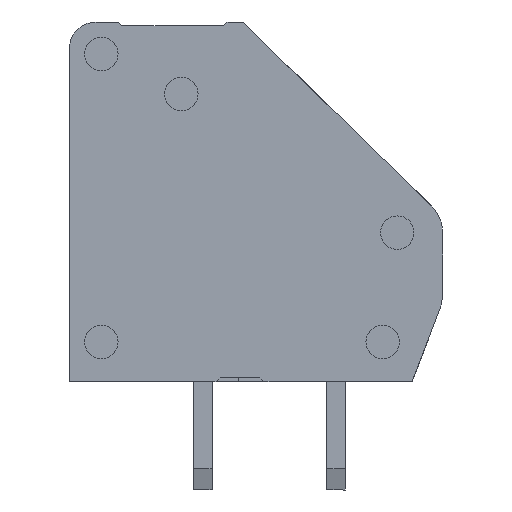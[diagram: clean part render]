
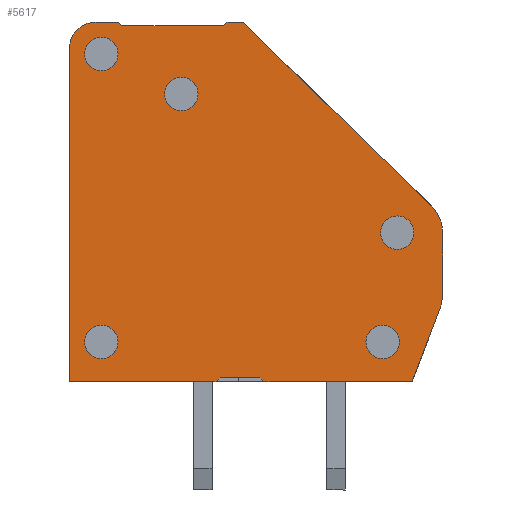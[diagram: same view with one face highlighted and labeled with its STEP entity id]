
A CAD part, front view. The second image highlights one B-rep face of the part: STEP entity #5617.
In plain terms, the highlighted planar face has unit normal (0, -1, 0).
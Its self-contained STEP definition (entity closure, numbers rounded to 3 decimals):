
#258=CIRCLE('',#6099,1.915);
#259=CIRCLE('',#6100,1.397);
#260=CIRCLE('',#6101,1.);
#261=CIRCLE('',#6102,0.625);
#262=CIRCLE('',#6103,0.625);
#263=CIRCLE('',#6104,0.625);
#264=CIRCLE('',#6105,0.625);
#265=CIRCLE('',#6106,0.625);
#1616=ORIENTED_EDGE('',*,*,#2529,.T.);
#1617=ORIENTED_EDGE('',*,*,#2530,.T.);
#1618=ORIENTED_EDGE('',*,*,#2531,.T.);
#1619=ORIENTED_EDGE('',*,*,#2532,.T.);
#1620=ORIENTED_EDGE('',*,*,#2482,.T.);
#1621=ORIENTED_EDGE('',*,*,#2533,.T.);
#1622=ORIENTED_EDGE('',*,*,#2534,.T.);
#1623=ORIENTED_EDGE('',*,*,#2535,.T.);
#1624=ORIENTED_EDGE('',*,*,#2536,.T.);
#1625=ORIENTED_EDGE('',*,*,#2537,.T.);
#1626=ORIENTED_EDGE('',*,*,#2538,.T.);
#1627=ORIENTED_EDGE('',*,*,#2539,.T.);
#1628=ORIENTED_EDGE('',*,*,#2540,.F.);
#1629=ORIENTED_EDGE('',*,*,#2541,.T.);
#1630=ORIENTED_EDGE('',*,*,#2478,.T.);
#1631=ORIENTED_EDGE('',*,*,#2542,.T.);
#1632=ORIENTED_EDGE('',*,*,#2543,.T.);
#1633=ORIENTED_EDGE('',*,*,#2544,.F.);
#1634=ORIENTED_EDGE('',*,*,#2545,.F.);
#1635=ORIENTED_EDGE('',*,*,#2546,.F.);
#1636=ORIENTED_EDGE('',*,*,#2547,.F.);
#1637=ORIENTED_EDGE('',*,*,#2548,.F.);
#2478=EDGE_CURVE('',#3043,#3044,#3668,.T.);
#2482=EDGE_CURVE('',#3047,#3048,#3672,.T.);
#2529=EDGE_CURVE('',#3092,#3093,#3709,.T.);
#2530=EDGE_CURVE('',#3093,#3094,#3710,.T.);
#2531=EDGE_CURVE('',#3094,#3095,#3711,.T.);
#2532=EDGE_CURVE('',#3095,#3047,#3712,.T.);
#2533=EDGE_CURVE('',#3048,#3096,#3713,.T.);
#2534=EDGE_CURVE('',#3096,#3097,#258,.T.);
#2535=EDGE_CURVE('',#3097,#3098,#3714,.T.);
#2536=EDGE_CURVE('',#3098,#3099,#259,.T.);
#2537=EDGE_CURVE('',#3099,#3100,#3715,.T.);
#2538=EDGE_CURVE('',#3100,#3101,#3716,.T.);
#2539=EDGE_CURVE('',#3101,#3102,#3717,.F.);
#2540=EDGE_CURVE('',#3103,#3102,#3718,.T.);
#2541=EDGE_CURVE('',#3103,#3043,#3719,.F.);
#2542=EDGE_CURVE('',#3044,#3104,#260,.T.);
#2543=EDGE_CURVE('',#3104,#3092,#3720,.T.);
#2544=EDGE_CURVE('',#3105,#3105,#261,.T.);
#2545=EDGE_CURVE('',#3106,#3106,#262,.T.);
#2546=EDGE_CURVE('',#3107,#3107,#263,.T.);
#2547=EDGE_CURVE('',#3108,#3108,#264,.T.);
#2548=EDGE_CURVE('',#3109,#3109,#265,.T.);
#3043=VERTEX_POINT('',#9048);
#3044=VERTEX_POINT('',#9049);
#3047=VERTEX_POINT('',#9057);
#3048=VERTEX_POINT('',#9058);
#3092=VERTEX_POINT('',#9151);
#3093=VERTEX_POINT('',#9152);
#3094=VERTEX_POINT('',#9154);
#3095=VERTEX_POINT('',#9156);
#3096=VERTEX_POINT('',#9159);
#3097=VERTEX_POINT('',#9161);
#3098=VERTEX_POINT('',#9163);
#3099=VERTEX_POINT('',#9165);
#3100=VERTEX_POINT('',#9167);
#3101=VERTEX_POINT('',#9169);
#3102=VERTEX_POINT('',#9171);
#3103=VERTEX_POINT('',#9173);
#3104=VERTEX_POINT('',#9176);
#3105=VERTEX_POINT('',#9179);
#3106=VERTEX_POINT('',#9181);
#3107=VERTEX_POINT('',#9183);
#3108=VERTEX_POINT('',#9185);
#3109=VERTEX_POINT('',#9187);
#3668=LINE('',#9047,#4308);
#3672=LINE('',#9056,#4312);
#3709=LINE('',#9150,#4349);
#3710=LINE('',#9153,#4350);
#3711=LINE('',#9155,#4351);
#3712=LINE('',#9157,#4352);
#3713=LINE('',#9158,#4353);
#3714=LINE('',#9162,#4354);
#3715=LINE('',#9166,#4355);
#3716=LINE('',#9168,#4356);
#3717=LINE('',#9170,#4357);
#3718=LINE('',#9172,#4358);
#3719=LINE('',#9174,#4359);
#3720=LINE('',#9177,#4360);
#4308=VECTOR('',#7433,1000.);
#4312=VECTOR('',#7439,1000.);
#4349=VECTOR('',#7500,1000.);
#4350=VECTOR('',#7501,1000.);
#4351=VECTOR('',#7502,1000.);
#4352=VECTOR('',#7503,1000.);
#4353=VECTOR('',#7504,1000.);
#4354=VECTOR('',#7507,1000.);
#4355=VECTOR('',#7510,1000.);
#4356=VECTOR('',#7511,1000.);
#4357=VECTOR('',#7512,1000.);
#4358=VECTOR('',#7513,1000.);
#4359=VECTOR('',#7514,1000.);
#4360=VECTOR('',#7517,1000.);
#4708=EDGE_LOOP('',(#1616,#1617,#1618,#1619,#1620,#1621,#1622,#1623,#1624,
#1625,#1626,#1627,#1628,#1629,#1630,#1631,#1632));
#4709=EDGE_LOOP('',(#1633));
#4710=EDGE_LOOP('',(#1634));
#4711=EDGE_LOOP('',(#1635));
#4712=EDGE_LOOP('',(#1636));
#4713=EDGE_LOOP('',(#1637));
#5065=FACE_BOUND('',#4708,.T.);
#5066=FACE_BOUND('',#4709,.T.);
#5067=FACE_BOUND('',#4710,.T.);
#5068=FACE_BOUND('',#4711,.T.);
#5069=FACE_BOUND('',#4712,.T.);
#5070=FACE_BOUND('',#4713,.T.);
#5330=PLANE('',#6098);
#5617=ADVANCED_FACE('',(#5065,#5066,#5067,#5068,#5069,#5070),#5330,.T.);
#6098=AXIS2_PLACEMENT_3D('',#9149,#7498,#7499);
#6099=AXIS2_PLACEMENT_3D('',#9160,#7505,#7506);
#6100=AXIS2_PLACEMENT_3D('',#9164,#7508,#7509);
#6101=AXIS2_PLACEMENT_3D('',#9175,#7515,#7516);
#6102=AXIS2_PLACEMENT_3D('',#9178,#7518,#7519);
#6103=AXIS2_PLACEMENT_3D('',#9180,#7520,#7521);
#6104=AXIS2_PLACEMENT_3D('',#9182,#7522,#7523);
#6105=AXIS2_PLACEMENT_3D('',#9184,#7524,#7525);
#6106=AXIS2_PLACEMENT_3D('',#9186,#7526,#7527);
#7433=DIRECTION('',(-1.,0.,0.));
#7439=DIRECTION('',(1.,0.,0.));
#7498=DIRECTION('',(0.,-1.,0.));
#7499=DIRECTION('',(0.,0.,-1.));
#7500=DIRECTION('',(1.,0.,0.));
#7501=DIRECTION('',(0.707,0.,0.707));
#7502=DIRECTION('',(1.,0.,0.));
#7503=DIRECTION('',(0.707,0.,-0.707));
#7504=DIRECTION('',(0.358,0.,0.934));
#7505=DIRECTION('',(0.,-1.,0.));
#7506=DIRECTION('',(-1.,0.,0.));
#7507=DIRECTION('',(0.,0.,1.));
#7508=DIRECTION('',(0.,-1.,0.));
#7509=DIRECTION('',(-1.,0.,0.));
#7510=DIRECTION('',(-0.716,0.,0.698));
#7511=DIRECTION('',(-1.,0.,0.));
#7512=DIRECTION('',(0.8,0.,0.6));
#7513=DIRECTION('',(1.,0.,0.));
#7514=DIRECTION('',(0.8,0.,-0.6));
#7515=DIRECTION('',(0.,-1.,0.));
#7516=DIRECTION('',(1.,0.,0.));
#7517=DIRECTION('',(0.,0.,-1.));
#7518=DIRECTION('',(0.,-1.,0.));
#7519=DIRECTION('',(0.,0.,-1.));
#7520=DIRECTION('',(0.,-1.,0.));
#7521=DIRECTION('',(0.,0.,-1.));
#7522=DIRECTION('',(0.,-1.,0.));
#7523=DIRECTION('',(0.,0.,-1.));
#7524=DIRECTION('',(0.,-1.,0.));
#7525=DIRECTION('',(0.,0.,-1.));
#7526=DIRECTION('',(0.,-1.,0.));
#7527=DIRECTION('',(0.,0.,-1.));
#9047=CARTESIAN_POINT('',(1.,0.,13.5));
#9048=CARTESIAN_POINT('',(1.8,0.,13.5));
#9049=CARTESIAN_POINT('',(1.,0.,13.5));
#9056=CARTESIAN_POINT('',(0.,0.,0.));
#9057=CARTESIAN_POINT('',(7.3,0.,0.));
#9058=CARTESIAN_POINT('',(12.852,0.,0.));
#9149=CARTESIAN_POINT('',(12.085,0.,3.35));
#9150=CARTESIAN_POINT('',(0.,0.,0.));
#9151=CARTESIAN_POINT('',(0.,0.,0.));
#9152=CARTESIAN_POINT('',(5.5,0.,0.));
#9153=CARTESIAN_POINT('',(10.468,0.,4.968));
#9154=CARTESIAN_POINT('',(5.65,0.,0.15));
#9155=CARTESIAN_POINT('',(5.65,0.,0.15));
#9156=CARTESIAN_POINT('',(7.15,0.,0.15));
#9157=CARTESIAN_POINT('',(8.018,0.,-0.718));
#9158=CARTESIAN_POINT('',(13.873,0.,2.665));
#9159=CARTESIAN_POINT('',(13.873,0.,2.665));
#9160=CARTESIAN_POINT('',(12.085,0.,3.35));
#9161=CARTESIAN_POINT('',(14.,0.,3.35));
#9162=CARTESIAN_POINT('',(14.,0.,3.35));
#9163=CARTESIAN_POINT('',(14.,0.,5.6));
#9164=CARTESIAN_POINT('',(12.603,0.,5.6));
#9165=CARTESIAN_POINT('',(13.578,0.,6.6));
#9166=CARTESIAN_POINT('',(6.5,0.,13.5));
#9167=CARTESIAN_POINT('',(6.5,0.,13.5));
#9168=CARTESIAN_POINT('',(1.,0.,13.5));
#9169=CARTESIAN_POINT('',(5.95,0.,13.5));
#9170=CARTESIAN_POINT('',(5.004,0.,12.791));
#9171=CARTESIAN_POINT('',(5.75,0.,13.35));
#9172=CARTESIAN_POINT('',(5.75,0.,13.35));
#9173=CARTESIAN_POINT('',(2.,0.,13.35));
#9174=CARTESIAN_POINT('',(13.254,0.,4.909));
#9175=CARTESIAN_POINT('',(1.,0.,12.5));
#9176=CARTESIAN_POINT('',(0.,0.,12.5));
#9177=CARTESIAN_POINT('',(0.,0.,0.));
#9178=CARTESIAN_POINT('',(12.3,0.,5.6));
#9179=CARTESIAN_POINT('',(12.3,0.,4.975));
#9180=CARTESIAN_POINT('',(4.2,0.,10.8));
#9181=CARTESIAN_POINT('',(4.2,0.,10.175));
#9182=CARTESIAN_POINT('',(11.75,0.,1.5));
#9183=CARTESIAN_POINT('',(11.75,0.,0.875));
#9184=CARTESIAN_POINT('',(1.2,0.,1.5));
#9185=CARTESIAN_POINT('',(1.2,0.,0.875));
#9186=CARTESIAN_POINT('',(1.2,0.,12.3));
#9187=CARTESIAN_POINT('',(1.2,0.,11.675));
